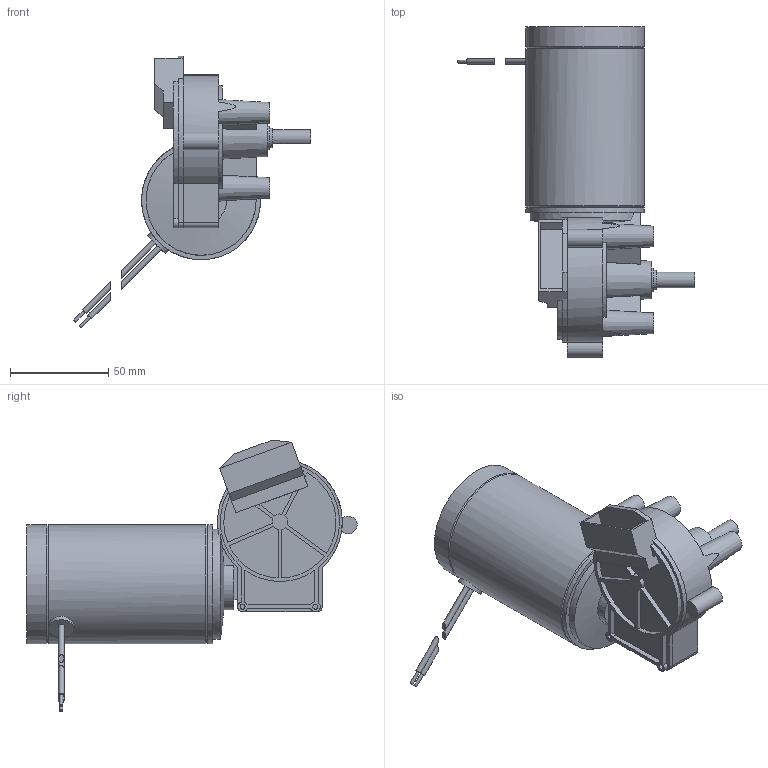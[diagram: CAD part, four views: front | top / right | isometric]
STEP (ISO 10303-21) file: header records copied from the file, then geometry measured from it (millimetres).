
FILE_DESCRIPTION( ( 'Unknown' ), '1' );
FILE_NAME( 'WRD6093.stp', 'Unknown', ( 'Unknown' ), ( 'Unknown' ), 'PSStep 17.0.49', 'Unknown', ' ' );
FILE_SCHEMA( ( 'AUTOMOTIVE_DESIGN { 1 0 10303 214 1 1 1 1 }' ) );
Length unit declared in the file: millimetre
Products named in the file (3): 1; 2; 3
Bounding box: 120.61 x 168.03 x 138.23 mm (x, y, z)
Volume: 397952.3 mm3; surface area: 58328.1 mm2
Topology: 3 solids, 3 shells, 177 faces, 456 edges, 299 vertices
Faces by surface type: plane 106, cylinder 57, cone 14
Full cylindrical faces by diameter (mm): 1.6 x2, 2.5 x2, 2.8 x4, 4.3 x3, 9 x2, 10 x1, 12 x1, 13 x1, 56 x1, 60.5 x3
Entity records: 6738 total; most frequent: CARTESIAN_POINT 1163, DIRECTION 889, ORIENTED_EDGE 818, EDGE_CURVE 409, AXIS2_PLACEMENT_3D 342, VERTEX_POINT 283, EDGE_LOOP 220, LINE 205
